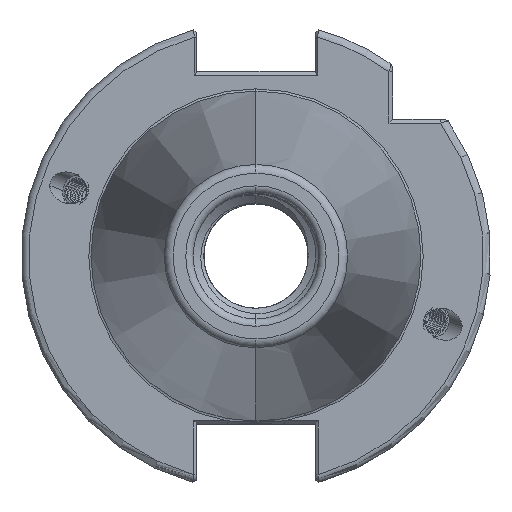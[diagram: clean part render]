
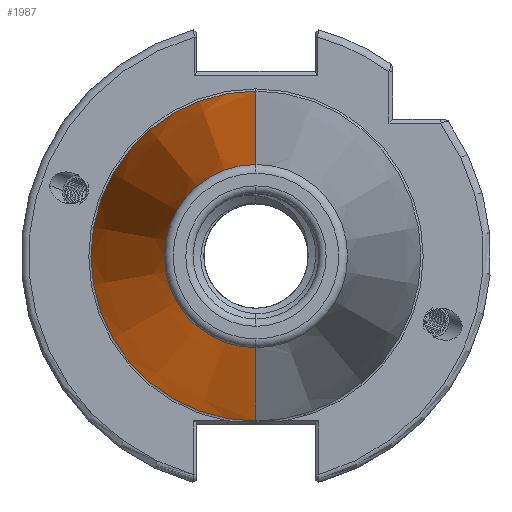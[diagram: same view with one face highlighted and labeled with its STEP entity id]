
A CAD part, left-side view. The second image highlights one B-rep face of the part: STEP entity #1987.
In plain terms, the highlighted conical face has half-angle 8.297 degrees and reference radius 22.692 mm.
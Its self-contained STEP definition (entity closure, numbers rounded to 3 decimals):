
#76 = CONICAL_SURFACE ( 'NONE', #11531, 22.692, 0.145 ) ;
#300 = VERTEX_POINT ( 'NONE', #3324 ) ;
#301 = VERTEX_POINT ( 'NONE', #3325 ) ;
#302 = VERTEX_POINT ( 'NONE', #3326 ) ;
#303 = VERTEX_POINT ( 'NONE', #3327 ) ;
#1188 = EDGE_LOOP ( 'NONE', ( #11408, #11401, #11404, #11397 ) ) ;
#1522 = AXIS2_PLACEMENT_3D ( 'NONE', #10327, #10328, #10329 ) ;
#1540 = AXIS2_PLACEMENT_3D ( 'NONE', #10351, #10358, #10359 ) ;
#1546 = VECTOR ( 'NONE', #10357, 1000. ) ;
#1548 = VECTOR ( 'NONE', #10363, 1000. ) ;
#1987 = ADVANCED_FACE ( 'NONE', ( #10209 ), #76, .T. ) ;
#2690 = CARTESIAN_POINT ( 'NONE',  ( 0., 0., 0. ) ) ;
#2691 = DIRECTION ( 'NONE',  ( 1., 0., 0. ) ) ;
#2692 = DIRECTION ( 'NONE',  ( 0., 0., -1. ) ) ;
#3324 = CARTESIAN_POINT ( 'NONE',  ( -70.573, 0., 12.4 ) ) ;
#3325 = CARTESIAN_POINT ( 'NONE',  ( -70.573, 0., -12.4 ) ) ;
#3326 = CARTESIAN_POINT ( 'NONE',  ( -2.5, 0., 22.327 ) ) ;
#3327 = CARTESIAN_POINT ( 'NONE',  ( -2.5, 0., -22.327 ) ) ;
#5551 = CIRCLE ( 'NONE', #1522, 12.4 ) ;
#5556 = CIRCLE ( 'NONE', #1540, 22.327 ) ;
#10209 = FACE_OUTER_BOUND ( 'NONE', #1188, .T. ) ;
#10327 = CARTESIAN_POINT ( 'NONE',  ( -70.573, 0., 0. ) ) ;
#10328 = DIRECTION ( 'NONE',  ( 1., 0., 0. ) ) ;
#10329 = DIRECTION ( 'NONE',  ( 0., 0., 1. ) ) ;
#10351 = CARTESIAN_POINT ( 'NONE',  ( -2.5, 0., 0. ) ) ;
#10355 = LINE ( 'NONE', #10356, #1546 ) ;
#10356 = CARTESIAN_POINT ( 'NONE',  ( 0., 0., 22.692 ) ) ;
#10357 = DIRECTION ( 'NONE',  ( 0.99, 0., 0.144 ) ) ;
#10358 = DIRECTION ( 'NONE',  ( 1., 0., 0. ) ) ;
#10359 = DIRECTION ( 'NONE',  ( 0., 0., -1. ) ) ;
#10361 = LINE ( 'NONE', #10362, #1548 ) ;
#10362 = CARTESIAN_POINT ( 'NONE',  ( 0., 0., -22.692 ) ) ;
#10363 = DIRECTION ( 'NONE',  ( 0.99, 0., -0.144 ) ) ;
#11397 = ORIENTED_EDGE ( 'NONE', *, *, #16661, .F. ) ;
#11401 = ORIENTED_EDGE ( 'NONE', *, *, #16659, .T. ) ;
#11404 = ORIENTED_EDGE ( 'NONE', *, *, #16660, .F. ) ;
#11408 = ORIENTED_EDGE ( 'NONE', *, *, #16650, .T. ) ;
#11531 = AXIS2_PLACEMENT_3D ( 'NONE', #2690, #2691, #2692 ) ;
#16650 = EDGE_CURVE ( 'NONE', #301, #300, #5551, .T. ) ;
#16659 = EDGE_CURVE ( 'NONE', #300, #302, #10355, .T. ) ;
#16660 = EDGE_CURVE ( 'NONE', #303, #302, #5556, .T. ) ;
#16661 = EDGE_CURVE ( 'NONE', #301, #303, #10361, .T. ) ;
